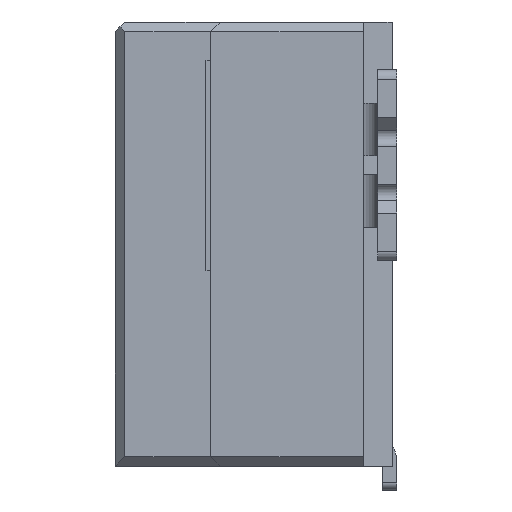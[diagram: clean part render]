
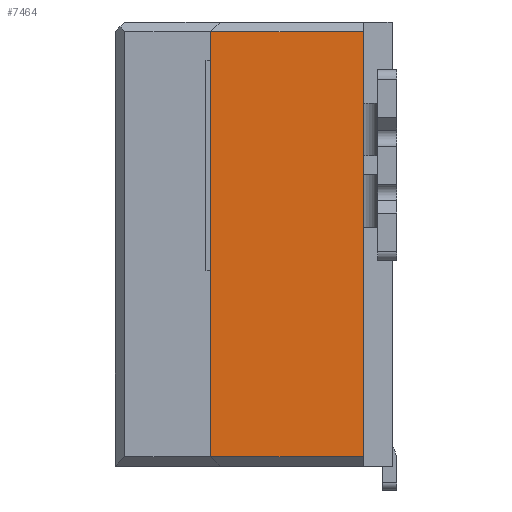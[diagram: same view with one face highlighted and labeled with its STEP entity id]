
A CAD part, left-side view. The second image highlights one B-rep face of the part: STEP entity #7464.
In plain terms, the highlighted planar face has unit normal (-1, 0, 0).
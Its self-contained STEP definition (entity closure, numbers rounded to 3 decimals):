
#390 = VERTEX_POINT ( 'NONE', #595 ) ;
#595 = CARTESIAN_POINT ( 'NONE',  ( -11.15, 0.35, 4.2 ) ) ;
#865 = LINE ( 'NONE', #5096, #10338 ) ;
#1734 = ORIENTED_EDGE ( 'NONE', *, *, #4184, .T. ) ;
#1777 = ORIENTED_EDGE ( 'NONE', *, *, #4195, .T. ) ;
#1892 = ORIENTED_EDGE ( 'NONE', *, *, #4248, .T. ) ;
#1893 = DIRECTION ( 'NONE',  ( -1., 0., 0. ) ) ;
#1953 = ORIENTED_EDGE ( 'NONE', *, *, #4284, .F. ) ;
#2428 = VERTEX_POINT ( 'NONE', #4937 ) ;
#2751 = VECTOR ( 'NONE', #3559, 1000. ) ;
#2867 = CARTESIAN_POINT ( 'NONE',  ( -11.15, 1.95, 4.2 ) ) ;
#3332 = CARTESIAN_POINT ( 'NONE',  ( -11.15, 1.95, 4.2 ) ) ;
#3432 = CARTESIAN_POINT ( 'NONE',  ( -11.15, 1.95, -0.25 ) ) ;
#3559 = DIRECTION ( 'NONE',  ( 0., 0., -1. ) ) ;
#3772 = CARTESIAN_POINT ( 'NONE',  ( -11.15, 0.35, -0.35 ) ) ;
#4184 = EDGE_CURVE ( 'NONE', #390, #5936, #9056, .T. ) ;
#4188 = VECTOR ( 'NONE', #6927, 1000. ) ;
#4195 = EDGE_CURVE ( 'NONE', #5936, #5905, #11462, .T. ) ;
#4248 = EDGE_CURVE ( 'NONE', #5905, #2428, #865, .T. ) ;
#4284 = EDGE_CURVE ( 'NONE', #390, #2428, #5198, .T. ) ;
#4675 = DIRECTION ( 'NONE',  ( 0., -1., 0. ) ) ;
#4937 = CARTESIAN_POINT ( 'NONE',  ( -11.15, 0.35, -0.25 ) ) ;
#5096 = CARTESIAN_POINT ( 'NONE',  ( -11.15, 0.05, -0.25 ) ) ;
#5198 = LINE ( 'NONE', #3772, #2751 ) ;
#5905 = VERTEX_POINT ( 'NONE', #3432 ) ;
#5936 = VERTEX_POINT ( 'NONE', #2867 ) ;
#6489 = PLANE ( 'NONE',  #11503 ) ;
#6605 = DIRECTION ( 'NONE',  ( 0., 0., -1. ) ) ;
#6886 = FACE_OUTER_BOUND ( 'NONE', #7390, .T. ) ;
#6927 = DIRECTION ( 'NONE',  ( 0., 1., 0. ) ) ;
#7377 = CARTESIAN_POINT ( 'NONE',  ( -11.15, 0.05, -0.35 ) ) ;
#7390 = EDGE_LOOP ( 'NONE', ( #1734, #1777, #1892, #1953 ) ) ;
#7464 = ADVANCED_FACE ( 'NONE', ( #6886 ), #6489, .T. ) ;
#8060 = CARTESIAN_POINT ( 'NONE',  ( -11.15, 1.95, 0. ) ) ;
#8309 = DIRECTION ( 'NONE',  ( 0., 0., 1. ) ) ;
#8769 = VECTOR ( 'NONE', #6605, 1000. ) ;
#9056 = LINE ( 'NONE', #3332, #4188 ) ;
#10338 = VECTOR ( 'NONE', #4675, 1000. ) ;
#11462 = LINE ( 'NONE', #8060, #8769 ) ;
#11503 = AXIS2_PLACEMENT_3D ( 'NONE', #7377, #1893, #8309 ) ;
